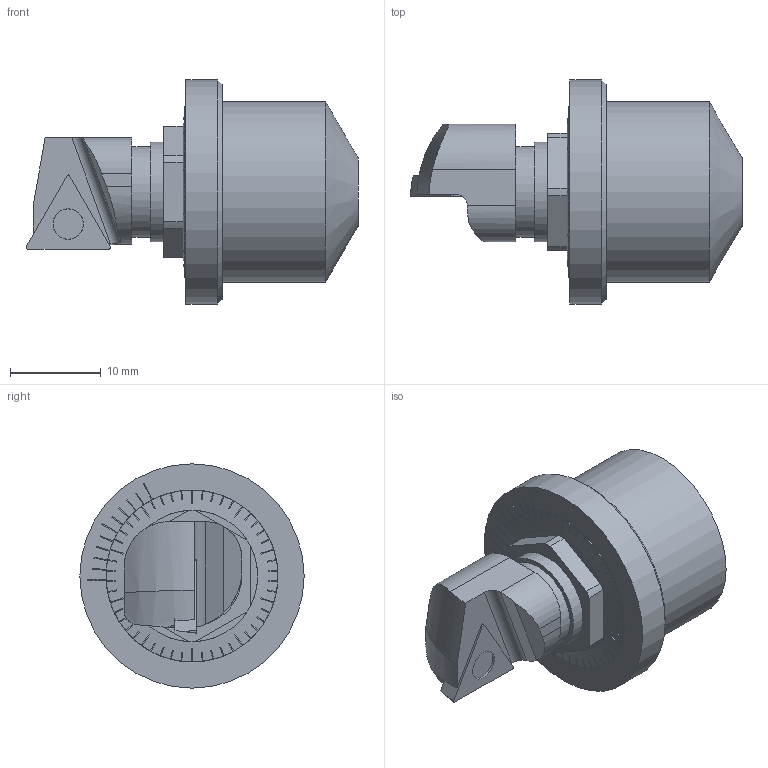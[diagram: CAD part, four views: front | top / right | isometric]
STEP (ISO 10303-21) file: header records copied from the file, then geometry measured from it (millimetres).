
FILE_DESCRIPTION(/* description */ (''),/* implementation_level */ '2;1');
FILE_NAME(/* name */ '1572852402105.stp',/* time_stamp */ '2019-11-04T08:26:49+01:00',/* author */ (''),/* organization */ ('SMS'),/* preprocessor_version */ 'ST-DEVELOPER v16.7',/* originating_system */ 'SIEMENS PLM Software NX 12.0',/* authorisation */ '');
FILE_SCHEMA (('AUTOMOTIVE_DESIGN { 1 0 10303 214 3 1 1 1 }'));
Length unit declared in the file: millimetre
Products named in the file (7): ASSEMBLY_CONSTRUCTION; IsoTurningInsert; 202643750mod000_00; 202645140mod000_00; 202646468mod000_00; 202643752mod000_00; 202646467mod000_00
Assembly tree (6 placements, depth 3):
  202646467mod000_00
    202643752mod000_00
      202643750mod000_00
      IsoTurningInsert
      ASSEMBLY_CONSTRUCTION
    202646468mod000_00
    202645140mod000_00
Bounding box: 36.65 x 24.75 x 24.75 mm (x, y, z)
Volume: 7442.7 mm3; surface area: 4198 mm2
Topology: 3 solids, 3 shells, 312 faces, 897 edges, 605 vertices
Faces by surface type: plane 281, cylinder 19, cone 8, torus 4
Full cylindrical faces by diameter (mm): 2.5 x2, 6 x1, 6.008 x1, 10 x1, 11 x2, 14.5 x1, 18.974 x1, 19.993 x1, 24.75 x1
Entity records: 10552 total; most frequent: CARTESIAN_POINT 2372, ORIENTED_EDGE 1728, DIRECTION 1546, EDGE_CURVE 864, VERTEX_POINT 585, LINE 530, VECTOR 530, AXIS2_PLACEMENT_3D 508
